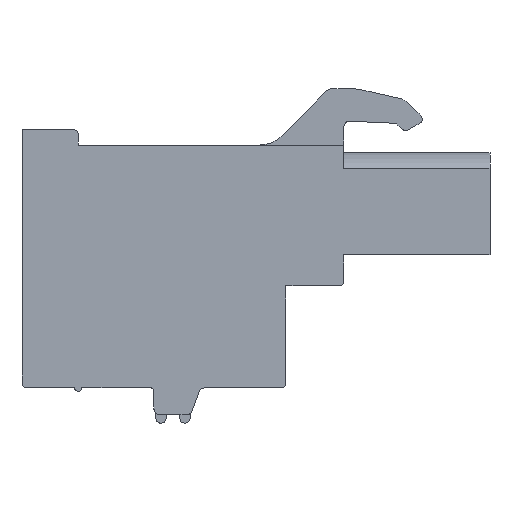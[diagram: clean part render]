
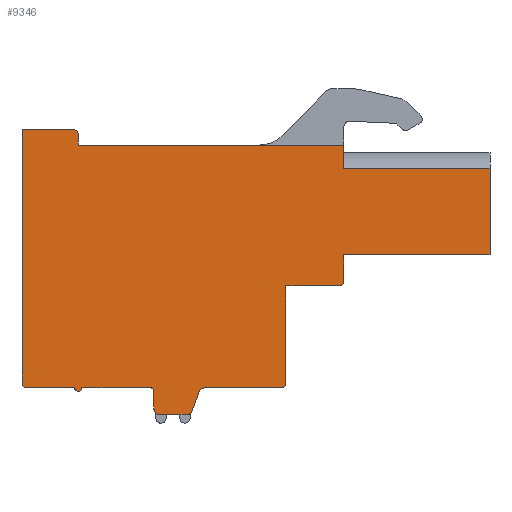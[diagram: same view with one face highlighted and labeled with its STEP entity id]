
A CAD part, left-side view. The second image highlights one B-rep face of the part: STEP entity #9346.
In plain terms, the highlighted planar face has unit normal (-1, 0, 0).
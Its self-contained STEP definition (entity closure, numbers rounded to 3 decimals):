
#1=CARTESIAN_POINT('',(0.,-5.36,-0.74));
#2=DIRECTION('',(-1.,0.,0.));
#3=DIRECTION('',(0.,0.,-1.));
#4=AXIS2_PLACEMENT_3D('',#1,#2,#3);
#6=CARTESIAN_POINT('',(0.,-2.06,-6.54));
#7=DIRECTION('',(1.,0.,0.));
#8=DIRECTION('',(0.,-1.,0.));
#9=AXIS2_PLACEMENT_3D('',#6,#7,#8);
#11=DIRECTION('',(0.,1.,0.));
#12=VECTOR('',#11,4.34);
#13=CARTESIAN_POINT('',(0.,-2.06,-6.84));
#14=LINE('',#13,#12);
#15=CARTESIAN_POINT('',(0.,2.28,-7.14));
#16=DIRECTION('',(-1.,0.,0.));
#17=DIRECTION('',(0.,0.,1.));
#18=AXIS2_PLACEMENT_3D('',#15,#16,#17);
#20=DIRECTION('',(0.,0.345,-0.939));
#21=VECTOR('',#20,1.179);
#22=CARTESIAN_POINT('',(0.,2.562,-7.037));
#23=LINE('',#22,#21);
#24=CARTESIAN_POINT('',(0.,3.25,-8.04));
#25=DIRECTION('',(1.,0.,0.));
#26=DIRECTION('',(0.,-0.939,-0.345));
#27=AXIS2_PLACEMENT_3D('',#24,#25,#26);
#29=DIRECTION('',(0.,1.,0.));
#30=VECTOR('',#29,1.59);
#31=CARTESIAN_POINT('',(0.,3.25,-8.34));
#32=LINE('',#31,#30);
#33=CARTESIAN_POINT('',(0.,4.84,-8.04));
#34=DIRECTION('',(1.,0.,0.));
#35=DIRECTION('',(0.,0.,-1.));
#36=AXIS2_PLACEMENT_3D('',#33,#34,#35);
#38=DIRECTION('',(0.,0.,1.));
#39=VECTOR('',#38,1.);
#40=CARTESIAN_POINT('',(0.,5.14,-8.04));
#41=LINE('',#40,#39);
#42=CARTESIAN_POINT('',(0.,5.34,-7.04));
#43=DIRECTION('',(-1.,0.,0.));
#44=DIRECTION('',(0.,-1.,0.));
#45=AXIS2_PLACEMENT_3D('',#42,#43,#44);
#47=DIRECTION('',(0.,1.,0.));
#48=VECTOR('',#47,3.9);
#49=CARTESIAN_POINT('',(0.,5.34,-6.84));
#50=LINE('',#49,#48);
#51=CARTESIAN_POINT('',(0.,9.44,-6.84));
#52=DIRECTION('',(1.,0.,0.));
#53=DIRECTION('',(0.,-1.,0.));
#54=AXIS2_PLACEMENT_3D('',#51,#52,#53);
#56=DIRECTION('',(0.,1.,0.));
#57=VECTOR('',#56,2.7);
#58=CARTESIAN_POINT('',(0.,9.64,-6.84));
#59=LINE('',#58,#57);
#60=CARTESIAN_POINT('',(0.,12.34,-6.54));
#61=DIRECTION('',(1.,0.,0.));
#62=DIRECTION('',(0.,0.,-1.));
#63=AXIS2_PLACEMENT_3D('',#60,#61,#62);
#65=DIRECTION('',(0.,0.,1.));
#66=VECTOR('',#65,0.5);
#67=CARTESIAN_POINT('',(0.,12.64,-6.54));
#68=LINE('',#67,#66);
#69=DIRECTION('',(0.,0.,1.));
#70=VECTOR('',#69,13.9);
#71=CARTESIAN_POINT('',(0.,12.64,-6.04));
#72=LINE('',#71,#70);
#73=DIRECTION('',(0.,-1.,0.));
#74=VECTOR('',#73,2.9);
#75=CARTESIAN_POINT('',(0.,12.64,7.86));
#76=LINE('',#75,#74);
#77=CARTESIAN_POINT('',(0.,9.74,7.56));
#78=DIRECTION('',(1.,0.,0.));
#79=DIRECTION('',(0.,0.,1.));
#80=AXIS2_PLACEMENT_3D('',#77,#78,#79);
#82=DIRECTION('',(0.,0.,-1.));
#83=VECTOR('',#82,0.6);
#84=CARTESIAN_POINT('',(0.,9.44,7.56));
#85=LINE('',#84,#83);
#86=DIRECTION('',(0.,-1.,0.));
#87=VECTOR('',#86,15.1);
#88=CARTESIAN_POINT('',(0.,9.44,6.96));
#89=LINE('',#88,#87);
#90=DIRECTION('',(0.,1.,0.));
#91=VECTOR('',#90,8.3);
#92=CARTESIAN_POINT('',(0.,-13.96,5.635));
#93=LINE('',#92,#91);
#94=DIRECTION('',(0.,1.,0.));
#95=VECTOR('',#94,8.3);
#96=CARTESIAN_POINT('',(0.,-13.96,0.73));
#97=LINE('',#96,#95);
#98=DIRECTION('',(0.,0.,-1.));
#99=VECTOR('',#98,1.47);
#100=CARTESIAN_POINT('',(0.,-5.66,0.73));
#101=LINE('',#100,#99);
#786=DIRECTION('',(0.,0.,1.));
#787=VECTOR('',#786,4.905);
#788=CARTESIAN_POINT('',(0.,-13.96,0.73));
#789=LINE('',#788,#787);
#1245=DIRECTION('',(0.,0.,1.));
#1246=VECTOR('',#1245,1.325);
#1247=CARTESIAN_POINT('',(0.,-5.66,5.635));
#1248=LINE('',#1247,#1246);
#3919=DIRECTION('',(0.,0.,1.));
#3920=VECTOR('',#3919,5.5);
#3921=CARTESIAN_POINT('',(0.,-2.36,-6.54));
#3922=LINE('',#3921,#3920);
#3927=DIRECTION('',(0.,-1.,0.));
#3928=VECTOR('',#3927,3.);
#3929=CARTESIAN_POINT('',(0.,-2.36,-1.04));
#3930=LINE('',#3929,#3928);
#7073=CARTESIAN_POINT('',(0.,12.34,-6.84));
#7074=CARTESIAN_POINT('',(0.,12.64,-6.54));
#7075=VERTEX_POINT('',#7073);
#7076=VERTEX_POINT('',#7074);
#7077=CARTESIAN_POINT('',(0.,12.64,-6.04));
#7078=VERTEX_POINT('',#7077);
#7079=CARTESIAN_POINT('',(0.,12.64,7.86));
#7080=VERTEX_POINT('',#7079);
#7081=CARTESIAN_POINT('',(0.,9.74,7.86));
#7082=VERTEX_POINT('',#7081);
#7083=CARTESIAN_POINT('',(0.,9.44,7.56));
#7084=VERTEX_POINT('',#7083);
#7085=CARTESIAN_POINT('',(0.,9.44,6.96));
#7086=VERTEX_POINT('',#7085);
#7087=CARTESIAN_POINT('',(0.,-5.66,6.96));
#7088=VERTEX_POINT('',#7087);
#7089=CARTESIAN_POINT('',(0.,-13.96,0.73));
#7090=CARTESIAN_POINT('',(0.,-5.66,0.73));
#7091=VERTEX_POINT('',#7089);
#7092=VERTEX_POINT('',#7090);
#7093=CARTESIAN_POINT('',(0.,-2.36,-6.54));
#7094=CARTESIAN_POINT('',(0.,-2.06,-6.84));
#7095=VERTEX_POINT('',#7093);
#7096=VERTEX_POINT('',#7094);
#7097=CARTESIAN_POINT('',(0.,2.28,-6.84));
#7098=VERTEX_POINT('',#7097);
#7099=CARTESIAN_POINT('',(0.,2.562,-7.037));
#7100=VERTEX_POINT('',#7099);
#7101=CARTESIAN_POINT('',(0.,2.968,-8.143));
#7102=VERTEX_POINT('',#7101);
#7103=CARTESIAN_POINT('',(0.,3.25,-8.34));
#7104=VERTEX_POINT('',#7103);
#7105=CARTESIAN_POINT('',(0.,4.84,-8.34));
#7106=VERTEX_POINT('',#7105);
#7107=CARTESIAN_POINT('',(0.,5.14,-8.04));
#7108=VERTEX_POINT('',#7107);
#7109=CARTESIAN_POINT('',(0.,5.14,-7.04));
#7110=VERTEX_POINT('',#7109);
#7111=CARTESIAN_POINT('',(0.,5.34,-6.84));
#7112=VERTEX_POINT('',#7111);
#7113=CARTESIAN_POINT('',(0.,9.24,-6.84));
#7114=VERTEX_POINT('',#7113);
#7115=CARTESIAN_POINT('',(0.,9.64,-6.84));
#7116=VERTEX_POINT('',#7115);
#7409=CARTESIAN_POINT('',(0.,-13.96,5.635));
#7410=CARTESIAN_POINT('',(0.,-5.66,5.635));
#7411=VERTEX_POINT('',#7409);
#7412=VERTEX_POINT('',#7410);
#9137=CARTESIAN_POINT('',(0.,-5.36,-1.04));
#9138=CARTESIAN_POINT('',(0.,-5.66,-0.74));
#9139=VERTEX_POINT('',#9137);
#9140=VERTEX_POINT('',#9138);
#9141=CARTESIAN_POINT('',(0.,-2.36,-1.04));
#9142=VERTEX_POINT('',#9141);
#9285=CARTESIAN_POINT('',(0.,0.,0.));
#9286=DIRECTION('',(1.,0.,0.));
#9287=DIRECTION('',(0.,-1.,0.));
#9288=AXIS2_PLACEMENT_3D('',#9285,#9286,#9287);
#9289=PLANE('',#9288);
#9291=ORIENTED_EDGE('',*,*,#9290,.F.);
#9293=ORIENTED_EDGE('',*,*,#9292,.F.);
#9295=ORIENTED_EDGE('',*,*,#9294,.F.);
#9297=ORIENTED_EDGE('',*,*,#9296,.T.);
#9299=ORIENTED_EDGE('',*,*,#9298,.T.);
#9301=ORIENTED_EDGE('',*,*,#9300,.T.);
#9303=ORIENTED_EDGE('',*,*,#9302,.T.);
#9305=ORIENTED_EDGE('',*,*,#9304,.T.);
#9307=ORIENTED_EDGE('',*,*,#9306,.T.);
#9309=ORIENTED_EDGE('',*,*,#9308,.T.);
#9311=ORIENTED_EDGE('',*,*,#9310,.T.);
#9313=ORIENTED_EDGE('',*,*,#9312,.T.);
#9315=ORIENTED_EDGE('',*,*,#9314,.T.);
#9317=ORIENTED_EDGE('',*,*,#9316,.T.);
#9319=ORIENTED_EDGE('',*,*,#9318,.T.);
#9321=ORIENTED_EDGE('',*,*,#9320,.T.);
#9323=ORIENTED_EDGE('',*,*,#9322,.T.);
#9325=ORIENTED_EDGE('',*,*,#9324,.T.);
#9327=ORIENTED_EDGE('',*,*,#9326,.T.);
#9329=ORIENTED_EDGE('',*,*,#9328,.T.);
#9331=ORIENTED_EDGE('',*,*,#9330,.T.);
#9333=ORIENTED_EDGE('',*,*,#9332,.T.);
#9335=ORIENTED_EDGE('',*,*,#9334,.F.);
#9337=ORIENTED_EDGE('',*,*,#9336,.F.);
#9339=ORIENTED_EDGE('',*,*,#9338,.F.);
#9341=ORIENTED_EDGE('',*,*,#9340,.T.);
#9343=ORIENTED_EDGE('',*,*,#9342,.T.);
#9344=EDGE_LOOP('',(#9291,#9293,#9295,#9297,#9299,#9301,#9303,#9305,#9307,#9309,
#9311,#9313,#9315,#9317,#9319,#9321,#9323,#9325,#9327,#9329,#9331,#9333,#9335,
#9337,#9339,#9341,#9343));
#9345=FACE_OUTER_BOUND('',#9344,.F.);
#9346=ADVANCED_FACE('',(#9345),#9289,.F.);
#5=CIRCLE('',#4,0.3);
#10=CIRCLE('',#9,0.3);
#19=CIRCLE('',#18,0.3);
#28=CIRCLE('',#27,0.3);
#37=CIRCLE('',#36,0.3);
#46=CIRCLE('',#45,0.2);
#55=CIRCLE('',#54,0.2);
#64=CIRCLE('',#63,0.3);
#81=CIRCLE('',#80,0.3);
#9290=EDGE_CURVE('',#9139,#9140,#5,.T.);
#9292=EDGE_CURVE('',#9142,#9139,#3930,.T.);
#9294=EDGE_CURVE('',#7095,#9142,#3922,.T.);
#9296=EDGE_CURVE('',#7095,#7096,#10,.T.);
#9298=EDGE_CURVE('',#7096,#7098,#14,.T.);
#9300=EDGE_CURVE('',#7098,#7100,#19,.T.);
#9302=EDGE_CURVE('',#7100,#7102,#23,.T.);
#9304=EDGE_CURVE('',#7102,#7104,#28,.T.);
#9306=EDGE_CURVE('',#7104,#7106,#32,.T.);
#9308=EDGE_CURVE('',#7106,#7108,#37,.T.);
#9310=EDGE_CURVE('',#7108,#7110,#41,.T.);
#9312=EDGE_CURVE('',#7110,#7112,#46,.T.);
#9314=EDGE_CURVE('',#7112,#7114,#50,.T.);
#9316=EDGE_CURVE('',#7114,#7116,#55,.T.);
#9318=EDGE_CURVE('',#7116,#7075,#59,.T.);
#9320=EDGE_CURVE('',#7075,#7076,#64,.T.);
#9322=EDGE_CURVE('',#7076,#7078,#68,.T.);
#9324=EDGE_CURVE('',#7078,#7080,#72,.T.);
#9326=EDGE_CURVE('',#7080,#7082,#76,.T.);
#9328=EDGE_CURVE('',#7082,#7084,#81,.T.);
#9330=EDGE_CURVE('',#7084,#7086,#85,.T.);
#9332=EDGE_CURVE('',#7086,#7088,#89,.T.);
#9334=EDGE_CURVE('',#7412,#7088,#1248,.T.);
#9336=EDGE_CURVE('',#7411,#7412,#93,.T.);
#9338=EDGE_CURVE('',#7091,#7411,#789,.T.);
#9340=EDGE_CURVE('',#7091,#7092,#97,.T.);
#9342=EDGE_CURVE('',#7092,#9140,#101,.T.);
